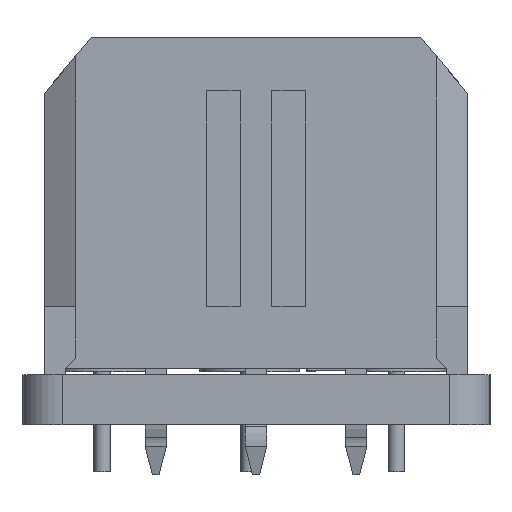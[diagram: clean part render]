
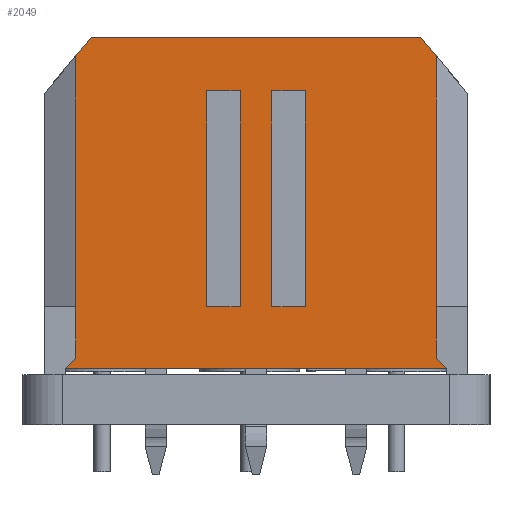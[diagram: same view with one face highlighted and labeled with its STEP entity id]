
A CAD part, left-side view. The second image highlights one B-rep face of the part: STEP entity #2049.
In plain terms, the highlighted face is planar.
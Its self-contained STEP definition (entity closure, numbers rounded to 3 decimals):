
#1347 = VERTEX_POINT('',#1348);
#1348 = CARTESIAN_POINT('',(-5.685,9.9,0.));
#1395 = VERTEX_POINT('',#1396);
#1396 = CARTESIAN_POINT('',(5.685,9.9,0.));
#1402 = EDGE_CURVE('',#1347,#1395,#1403,.T.);
#1403 = LINE('',#1404,#1405);
#1404 = CARTESIAN_POINT('',(-6.325,9.9,0.));
#1405 = VECTOR('',#1406,1.);
#1406 = DIRECTION('',(1.,0.,0.));
#2049 = ADVANCED_FACE('',(#2050,#2084,#2118),#2207,.T.);
#2050 = FACE_BOUND('',#2051,.T.);
#2051 = EDGE_LOOP('',(#2052,#2062,#2070,#2078));
#2052 = ORIENTED_EDGE('',*,*,#2053,.F.);
#2053 = EDGE_CURVE('',#2054,#2056,#2058,.T.);
#2054 = VERTEX_POINT('',#2055);
#2055 = CARTESIAN_POINT('',(0.475,8.06,0.));
#2056 = VERTEX_POINT('',#2057);
#2057 = CARTESIAN_POINT('',(1.475,8.06,0.));
#2058 = LINE('',#2059,#2060);
#2059 = CARTESIAN_POINT('',(1.475,8.06,0.));
#2060 = VECTOR('',#2061,1.);
#2061 = DIRECTION('',(1.,0.,0.));
#2062 = ORIENTED_EDGE('',*,*,#2063,.F.);
#2063 = EDGE_CURVE('',#2064,#2054,#2066,.T.);
#2064 = VERTEX_POINT('',#2065);
#2065 = CARTESIAN_POINT('',(0.475,1.6,0.));
#2066 = LINE('',#2067,#2068);
#2067 = CARTESIAN_POINT('',(0.475,8.06,0.));
#2068 = VECTOR('',#2069,1.);
#2069 = DIRECTION('',(0.,1.,0.));
#2070 = ORIENTED_EDGE('',*,*,#2071,.T.);
#2071 = EDGE_CURVE('',#2064,#2072,#2074,.T.);
#2072 = VERTEX_POINT('',#2073);
#2073 = CARTESIAN_POINT('',(1.475,1.6,0.));
#2074 = LINE('',#2075,#2076);
#2075 = CARTESIAN_POINT('',(1.475,1.6,0.));
#2076 = VECTOR('',#2077,1.);
#2077 = DIRECTION('',(1.,0.,0.));
#2078 = ORIENTED_EDGE('',*,*,#2079,.T.);
#2079 = EDGE_CURVE('',#2072,#2056,#2080,.T.);
#2080 = LINE('',#2081,#2082);
#2081 = CARTESIAN_POINT('',(1.475,8.06,0.));
#2082 = VECTOR('',#2083,1.);
#2083 = DIRECTION('',(0.,1.,0.));
#2084 = FACE_BOUND('',#2085,.T.);
#2085 = EDGE_LOOP('',(#2086,#2096,#2104,#2112));
#2086 = ORIENTED_EDGE('',*,*,#2087,.F.);
#2087 = EDGE_CURVE('',#2088,#2090,#2092,.T.);
#2088 = VERTEX_POINT('',#2089);
#2089 = CARTESIAN_POINT('',(-1.475,8.06,0.));
#2090 = VERTEX_POINT('',#2091);
#2091 = CARTESIAN_POINT('',(-0.475,8.06,0.));
#2092 = LINE('',#2093,#2094);
#2093 = CARTESIAN_POINT('',(-0.475,8.06,0.));
#2094 = VECTOR('',#2095,1.);
#2095 = DIRECTION('',(1.,0.,0.));
#2096 = ORIENTED_EDGE('',*,*,#2097,.F.);
#2097 = EDGE_CURVE('',#2098,#2088,#2100,.T.);
#2098 = VERTEX_POINT('',#2099);
#2099 = CARTESIAN_POINT('',(-1.475,1.6,0.));
#2100 = LINE('',#2101,#2102);
#2101 = CARTESIAN_POINT('',(-1.475,8.06,0.));
#2102 = VECTOR('',#2103,1.);
#2103 = DIRECTION('',(0.,1.,0.));
#2104 = ORIENTED_EDGE('',*,*,#2105,.T.);
#2105 = EDGE_CURVE('',#2098,#2106,#2108,.T.);
#2106 = VERTEX_POINT('',#2107);
#2107 = CARTESIAN_POINT('',(-0.475,1.6,0.));
#2108 = LINE('',#2109,#2110);
#2109 = CARTESIAN_POINT('',(-0.475,1.6,0.));
#2110 = VECTOR('',#2111,1.);
#2111 = DIRECTION('',(1.,0.,0.));
#2112 = ORIENTED_EDGE('',*,*,#2113,.T.);
#2113 = EDGE_CURVE('',#2106,#2090,#2114,.T.);
#2114 = LINE('',#2115,#2116);
#2115 = CARTESIAN_POINT('',(-0.475,8.06,0.));
#2116 = VECTOR('',#2117,1.);
#2117 = DIRECTION('',(0.,1.,0.));
#2118 = FACE_BOUND('',#2119,.T.);
#2119 = EDGE_LOOP('',(#2120,#2130,#2138,#2146,#2154,#2160,#2161,#2169,
    #2177,#2185,#2193,#2201));
#2120 = ORIENTED_EDGE('',*,*,#2121,.T.);
#2121 = EDGE_CURVE('',#2122,#2124,#2126,.T.);
#2122 = VERTEX_POINT('',#2123);
#2123 = CARTESIAN_POINT('',(-4.925,0.,0.));
#2124 = VERTEX_POINT('',#2125);
#2125 = CARTESIAN_POINT('',(-5.39,0.554,0.));
#2126 = LINE('',#2127,#2128);
#2127 = CARTESIAN_POINT('',(-4.925,0.,0.));
#2128 = VECTOR('',#2129,1.);
#2129 = DIRECTION('',(-0.643,0.766,0.));
#2130 = ORIENTED_EDGE('',*,*,#2131,.T.);
#2131 = EDGE_CURVE('',#2124,#2132,#2134,.T.);
#2132 = VERTEX_POINT('',#2133);
#2133 = CARTESIAN_POINT('',(-5.39,8.05,0.));
#2134 = LINE('',#2135,#2136);
#2135 = CARTESIAN_POINT('',(-5.39,9.9,0.));
#2136 = VECTOR('',#2137,1.);
#2137 = DIRECTION('',(0.,1.,0.));
#2138 = ORIENTED_EDGE('',*,*,#2139,.T.);
#2139 = EDGE_CURVE('',#2132,#2140,#2142,.T.);
#2140 = VERTEX_POINT('',#2141);
#2141 = CARTESIAN_POINT('',(-5.39,9.6,0.));
#2142 = LINE('',#2143,#2144);
#2143 = CARTESIAN_POINT('',(-5.39,9.6,0.));
#2144 = VECTOR('',#2145,1.);
#2145 = DIRECTION('',(0.,1.,0.));
#2146 = ORIENTED_EDGE('',*,*,#2147,.T.);
#2147 = EDGE_CURVE('',#2140,#2148,#2150,.T.);
#2148 = VERTEX_POINT('',#2149);
#2149 = CARTESIAN_POINT('',(-5.69,9.9,0.));
#2150 = LINE('',#2151,#2152);
#2151 = CARTESIAN_POINT('',(-5.69,9.9,0.));
#2152 = VECTOR('',#2153,1.);
#2153 = DIRECTION('',(-0.707,0.707,0.));
#2154 = ORIENTED_EDGE('',*,*,#2155,.T.);
#2155 = EDGE_CURVE('',#2148,#1347,#2156,.T.);
#2156 = LINE('',#2157,#2158);
#2157 = CARTESIAN_POINT('',(-6.325,9.9,0.));
#2158 = VECTOR('',#2159,1.);
#2159 = DIRECTION('',(1.,0.,0.));
#2160 = ORIENTED_EDGE('',*,*,#1402,.T.);
#2161 = ORIENTED_EDGE('',*,*,#2162,.T.);
#2162 = EDGE_CURVE('',#1395,#2163,#2165,.T.);
#2163 = VERTEX_POINT('',#2164);
#2164 = CARTESIAN_POINT('',(5.69,9.9,0.));
#2165 = LINE('',#2166,#2167);
#2166 = CARTESIAN_POINT('',(-6.325,9.9,0.));
#2167 = VECTOR('',#2168,1.);
#2168 = DIRECTION('',(1.,0.,0.));
#2169 = ORIENTED_EDGE('',*,*,#2170,.F.);
#2170 = EDGE_CURVE('',#2171,#2163,#2173,.T.);
#2171 = VERTEX_POINT('',#2172);
#2172 = CARTESIAN_POINT('',(5.39,9.6,0.));
#2173 = LINE('',#2174,#2175);
#2174 = CARTESIAN_POINT('',(5.69,9.9,0.));
#2175 = VECTOR('',#2176,1.);
#2176 = DIRECTION('',(0.707,0.707,0.));
#2177 = ORIENTED_EDGE('',*,*,#2178,.F.);
#2178 = EDGE_CURVE('',#2179,#2171,#2181,.T.);
#2179 = VERTEX_POINT('',#2180);
#2180 = CARTESIAN_POINT('',(5.39,8.05,0.));
#2181 = LINE('',#2182,#2183);
#2182 = CARTESIAN_POINT('',(5.39,9.6,0.));
#2183 = VECTOR('',#2184,1.);
#2184 = DIRECTION('',(0.,1.,0.));
#2185 = ORIENTED_EDGE('',*,*,#2186,.T.);
#2186 = EDGE_CURVE('',#2179,#2187,#2189,.T.);
#2187 = VERTEX_POINT('',#2188);
#2188 = CARTESIAN_POINT('',(5.39,0.554,0.));
#2189 = LINE('',#2190,#2191);
#2190 = CARTESIAN_POINT('',(5.39,9.9,0.));
#2191 = VECTOR('',#2192,1.);
#2192 = DIRECTION('',(0.,-1.,0.));
#2193 = ORIENTED_EDGE('',*,*,#2194,.T.);
#2194 = EDGE_CURVE('',#2187,#2195,#2197,.T.);
#2195 = VERTEX_POINT('',#2196);
#2196 = CARTESIAN_POINT('',(4.925,0.,0.));
#2197 = LINE('',#2198,#2199);
#2198 = CARTESIAN_POINT('',(6.325,1.668,0.));
#2199 = VECTOR('',#2200,1.);
#2200 = DIRECTION('',(-0.643,-0.766,0.));
#2201 = ORIENTED_EDGE('',*,*,#2202,.F.);
#2202 = EDGE_CURVE('',#2122,#2195,#2203,.T.);
#2203 = LINE('',#2204,#2205);
#2204 = CARTESIAN_POINT('',(-6.325,0.,0.));
#2205 = VECTOR('',#2206,1.);
#2206 = DIRECTION('',(1.,0.,0.));
#2207 = PLANE('',#2208);
#2208 = AXIS2_PLACEMENT_3D('',#2209,#2210,#2211);
#2209 = CARTESIAN_POINT('',(-6.325,9.9,0.));
#2210 = DIRECTION('',(0.,0.,-1.));
#2211 = DIRECTION('',(-1.,0.,0.));
